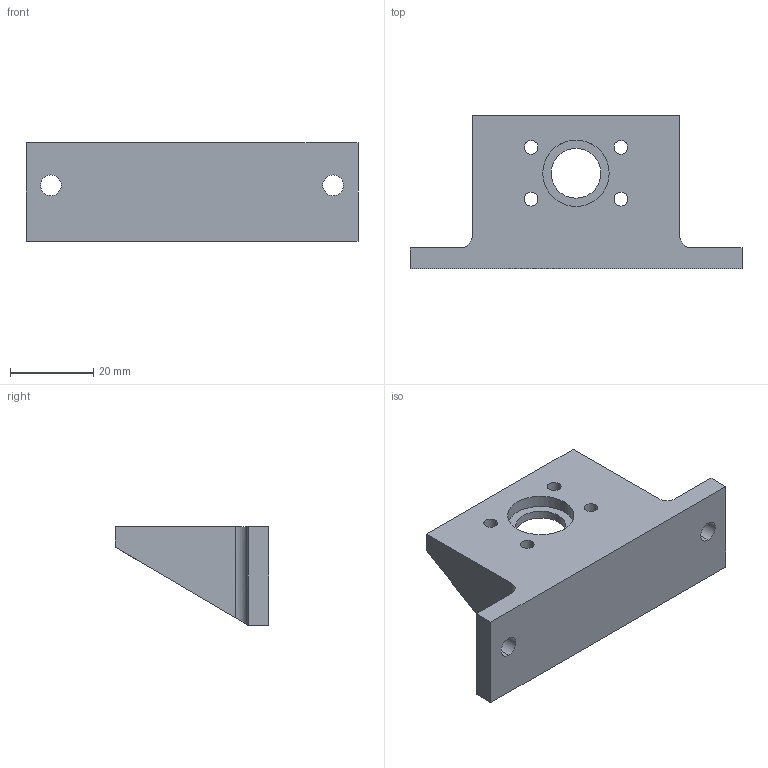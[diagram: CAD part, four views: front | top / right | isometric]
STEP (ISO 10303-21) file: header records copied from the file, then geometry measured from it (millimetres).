
FILE_DESCRIPTION (( 'STEP AP203' ), '1' );
FILE_NAME ('錨璃3.STEP', '2015-08-27T10:22:53', ( '' ), ( '' ), 'SwSTEP 2.0', 'SolidWorks 2014', '' );
FILE_SCHEMA (( 'CONFIG_CONTROL_DESIGN' ));
Length unit declared in the file: millimetre
Products named in the file (1): 錨璃3
Bounding box: 80 x 37 x 23.74 mm (x, y, z)
Volume: 19816 mm3; surface area: 9390.1 mm2
Topology: 1 solids, 1 shells, 41 faces, 106 edges, 66 vertices
Faces by surface type: cylinder 23, plane 16, sphere 2
Entity records: 1343 total; most frequent: CARTESIAN_POINT 230, DIRECTION 222, ORIENTED_EDGE 208, EDGE_CURVE 104, AXIS2_PLACEMENT_3D 82, VERTEX_POINT 66, LINE 58, VECTOR 58
